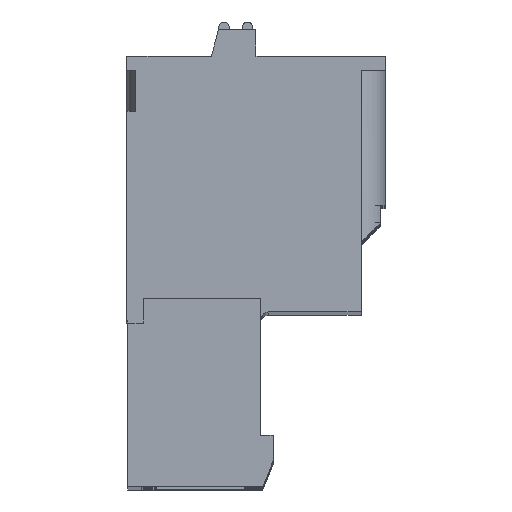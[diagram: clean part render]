
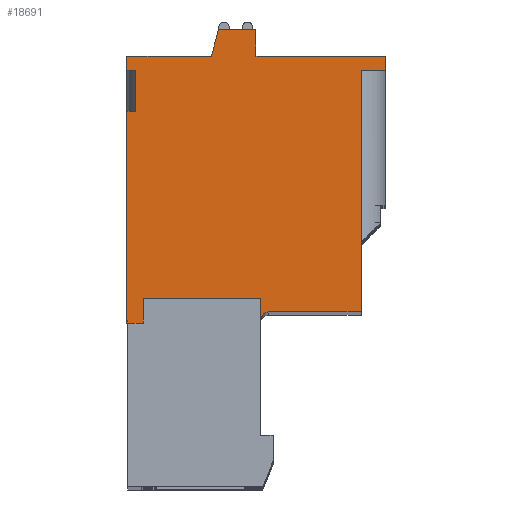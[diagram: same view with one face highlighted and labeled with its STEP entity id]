
A CAD part, top view. The second image highlights one B-rep face of the part: STEP entity #18691.
In plain terms, the highlighted planar face has unit normal (0, 0, 1).
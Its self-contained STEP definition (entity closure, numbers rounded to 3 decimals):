
#845=DIRECTION('',(0.,1.,0.));
#846=VECTOR('',#845,1.3);
#847=CARTESIAN_POINT('',(3.741,-4.022,2.5));
#848=LINE('',#847,#846);
#849=DIRECTION('',(-1.,0.,0.));
#850=VECTOR('',#849,6.8);
#851=CARTESIAN_POINT('',(3.741,-2.722,2.5));
#852=LINE('',#851,#850);
#853=DIRECTION('',(0.,-1.,0.));
#854=VECTOR('',#853,1.45);
#855=CARTESIAN_POINT('',(-3.059,-2.722,2.5));
#856=LINE('',#855,#854);
#857=DIRECTION('',(-1.,0.,0.));
#858=VECTOR('',#857,0.9);
#859=CARTESIAN_POINT('',(-3.059,-4.172,2.5));
#860=LINE('',#859,#858);
#861=DIRECTION('',(0.,-1.,0.));
#862=VECTOR('',#861,0.15);
#863=CARTESIAN_POINT('',(-3.959,-4.022,2.5));
#864=LINE('',#863,#862);
#865=DIRECTION('',(1.,0.,0.));
#866=VECTOR('',#865,0.05);
#867=CARTESIAN_POINT('',(-4.009,-4.022,2.5));
#868=LINE('',#867,#866);
#869=DIRECTION('',(0.,-1.,0.));
#870=VECTOR('',#869,12.15);
#871=CARTESIAN_POINT('',(-4.009,8.128,2.5));
#872=LINE('',#871,#870);
#873=DIRECTION('',(1.,0.,0.));
#874=VECTOR('',#873,0.5);
#875=CARTESIAN_POINT('',(-4.009,8.128,2.5));
#876=LINE('',#875,#874);
#877=DIRECTION('',(0.,-1.,0.));
#878=VECTOR('',#877,2.4);
#879=CARTESIAN_POINT('',(-3.509,10.528,2.5));
#880=LINE('',#879,#878);
#881=DIRECTION('',(1.,0.,0.));
#882=VECTOR('',#881,0.5);
#883=CARTESIAN_POINT('',(-4.009,10.528,2.5));
#884=LINE('',#883,#882);
#885=DIRECTION('',(0.,-1.,0.));
#886=VECTOR('',#885,0.8);
#887=CARTESIAN_POINT('',(-4.009,11.328,2.5));
#888=LINE('',#887,#886);
#889=DIRECTION('',(-1.,0.,0.));
#890=VECTOR('',#889,4.907);
#891=CARTESIAN_POINT('',(0.898,11.328,2.5));
#892=LINE('',#891,#890);
#893=DIRECTION('',(-0.259,-0.966,0.));
#894=VECTOR('',#893,1.605);
#895=CARTESIAN_POINT('',(1.313,12.878,2.5));
#896=LINE('',#895,#894);
#897=DIRECTION('',(-1.,0.,0.));
#898=VECTOR('',#897,2.178);
#899=CARTESIAN_POINT('',(3.491,12.878,2.5));
#900=LINE('',#899,#898);
#901=DIRECTION('',(0.,1.,0.));
#902=VECTOR('',#901,1.55);
#903=CARTESIAN_POINT('',(3.491,11.328,2.5));
#904=LINE('',#903,#902);
#905=DIRECTION('',(-1.,0.,0.));
#906=VECTOR('',#905,7.5);
#907=CARTESIAN_POINT('',(10.991,11.328,2.5));
#908=LINE('',#907,#906);
#909=DIRECTION('',(0.,1.,0.));
#910=VECTOR('',#909,0.8);
#911=CARTESIAN_POINT('',(10.991,10.528,2.5));
#912=LINE('',#911,#910);
#913=DIRECTION('',(-1.,0.,0.));
#914=VECTOR('',#913,1.4);
#915=CARTESIAN_POINT('',(10.991,10.528,2.5));
#916=LINE('',#915,#914);
#917=DIRECTION('',(1.,0.,0.));
#918=VECTOR('',#917,5.35);
#919=CARTESIAN_POINT('',(4.241,-3.522,2.5));
#920=LINE('',#919,#918);
#921=CARTESIAN_POINT('',(4.241,-4.022,2.5));
#922=DIRECTION('',(0.,0.,-1.));
#923=DIRECTION('',(-1.,0.,0.));
#924=AXIS2_PLACEMENT_3D('',#921,#922,#923);
#4504=DIRECTION('',(0.,1.,0.));
#4505=VECTOR('',#4504,14.05);
#4506=CARTESIAN_POINT('',(9.591,-3.522,2.5));
#4507=LINE('',#4506,#4505);
#13810=CARTESIAN_POINT('',(-4.009,-4.022,2.5));
#13811=CARTESIAN_POINT('',(-3.959,-4.022,2.5));
#13812=VERTEX_POINT('',#13810);
#13813=VERTEX_POINT('',#13811);
#13814=CARTESIAN_POINT('',(4.241,-3.522,2.5));
#13815=CARTESIAN_POINT('',(9.591,-3.522,2.5));
#13816=VERTEX_POINT('',#13814);
#13817=VERTEX_POINT('',#13815);
#13818=CARTESIAN_POINT('',(10.991,11.328,2.5));
#13819=CARTESIAN_POINT('',(3.491,11.328,2.5));
#13820=VERTEX_POINT('',#13818);
#13821=VERTEX_POINT('',#13819);
#13822=CARTESIAN_POINT('',(3.491,12.878,2.5));
#13823=VERTEX_POINT('',#13822);
#13824=CARTESIAN_POINT('',(1.313,12.878,2.5));
#13825=VERTEX_POINT('',#13824);
#13826=CARTESIAN_POINT('',(0.898,11.328,2.5));
#13827=VERTEX_POINT('',#13826);
#13828=CARTESIAN_POINT('',(-4.009,11.328,2.5));
#13829=VERTEX_POINT('',#13828);
#13834=CARTESIAN_POINT('',(10.991,10.528,2.5));
#13835=CARTESIAN_POINT('',(9.591,10.528,2.5));
#13836=VERTEX_POINT('',#13834);
#13837=VERTEX_POINT('',#13835);
#13952=CARTESIAN_POINT('',(3.741,-4.022,2.5));
#13953=CARTESIAN_POINT('',(3.741,-2.722,2.5));
#13954=VERTEX_POINT('',#13952);
#13955=VERTEX_POINT('',#13953);
#13956=CARTESIAN_POINT('',(-3.059,-2.722,2.5));
#13957=VERTEX_POINT('',#13956);
#13958=CARTESIAN_POINT('',(-3.059,-4.172,2.5));
#13959=VERTEX_POINT('',#13958);
#13960=CARTESIAN_POINT('',(-3.959,-4.172,2.5));
#13961=VERTEX_POINT('',#13960);
#13966=CARTESIAN_POINT('',(-4.009,10.528,2.5));
#13967=CARTESIAN_POINT('',(-3.509,10.528,2.5));
#13968=VERTEX_POINT('',#13966);
#13969=VERTEX_POINT('',#13967);
#13970=CARTESIAN_POINT('',(-4.009,8.128,2.5));
#13971=CARTESIAN_POINT('',(-3.509,8.128,2.5));
#13972=VERTEX_POINT('',#13970);
#13973=VERTEX_POINT('',#13971);
#18645=CARTESIAN_POINT('',(0.,0.,2.5));
#18646=DIRECTION('',(0.,0.,1.));
#18647=DIRECTION('',(1.,0.,0.));
#18648=AXIS2_PLACEMENT_3D('',#18645,#18646,#18647);
#18649=PLANE('',#18648);
#18650=ORIENTED_EDGE('',*,*,#18626,.T.);
#18652=ORIENTED_EDGE('',*,*,#18651,.T.);
#18654=ORIENTED_EDGE('',*,*,#18653,.T.);
#18656=ORIENTED_EDGE('',*,*,#18655,.T.);
#18657=ORIENTED_EDGE('',*,*,#17918,.F.);
#18659=ORIENTED_EDGE('',*,*,#18658,.F.);
#18661=ORIENTED_EDGE('',*,*,#18660,.F.);
#18663=ORIENTED_EDGE('',*,*,#18662,.T.);
#18665=ORIENTED_EDGE('',*,*,#18664,.F.);
#18667=ORIENTED_EDGE('',*,*,#18666,.F.);
#18669=ORIENTED_EDGE('',*,*,#18668,.F.);
#18671=ORIENTED_EDGE('',*,*,#18670,.F.);
#18673=ORIENTED_EDGE('',*,*,#18672,.F.);
#18675=ORIENTED_EDGE('',*,*,#18674,.F.);
#18677=ORIENTED_EDGE('',*,*,#18676,.F.);
#18679=ORIENTED_EDGE('',*,*,#18678,.F.);
#18681=ORIENTED_EDGE('',*,*,#18680,.F.);
#18683=ORIENTED_EDGE('',*,*,#18682,.T.);
#18685=ORIENTED_EDGE('',*,*,#18684,.F.);
#18687=ORIENTED_EDGE('',*,*,#18686,.F.);
#18688=ORIENTED_EDGE('',*,*,#18638,.F.);
#18689=EDGE_LOOP('',(#18650,#18652,#18654,#18656,#18657,#18659,#18661,#18663,
#18665,#18667,#18669,#18671,#18673,#18675,#18677,#18679,#18681,#18683,#18685,
#18687,#18688));
#18690=FACE_OUTER_BOUND('',#18689,.F.);
#925=CIRCLE('',#924,0.5);
#17918=EDGE_CURVE('',#13813,#13961,#864,.T.);
#18626=EDGE_CURVE('',#13954,#13955,#848,.T.);
#18638=EDGE_CURVE('',#13954,#13816,#925,.T.);
#18651=EDGE_CURVE('',#13955,#13957,#852,.T.);
#18653=EDGE_CURVE('',#13957,#13959,#856,.T.);
#18655=EDGE_CURVE('',#13959,#13961,#860,.T.);
#18658=EDGE_CURVE('',#13812,#13813,#868,.T.);
#18660=EDGE_CURVE('',#13972,#13812,#872,.T.);
#18662=EDGE_CURVE('',#13972,#13973,#876,.T.);
#18664=EDGE_CURVE('',#13969,#13973,#880,.T.);
#18666=EDGE_CURVE('',#13968,#13969,#884,.T.);
#18668=EDGE_CURVE('',#13829,#13968,#888,.T.);
#18670=EDGE_CURVE('',#13827,#13829,#892,.T.);
#18672=EDGE_CURVE('',#13825,#13827,#896,.T.);
#18674=EDGE_CURVE('',#13823,#13825,#900,.T.);
#18676=EDGE_CURVE('',#13821,#13823,#904,.T.);
#18678=EDGE_CURVE('',#13820,#13821,#908,.T.);
#18680=EDGE_CURVE('',#13836,#13820,#912,.T.);
#18682=EDGE_CURVE('',#13836,#13837,#916,.T.);
#18684=EDGE_CURVE('',#13817,#13837,#4507,.T.);
#18686=EDGE_CURVE('',#13816,#13817,#920,.T.);
#18691=ADVANCED_FACE('',(#18690),#18649,.T.);
